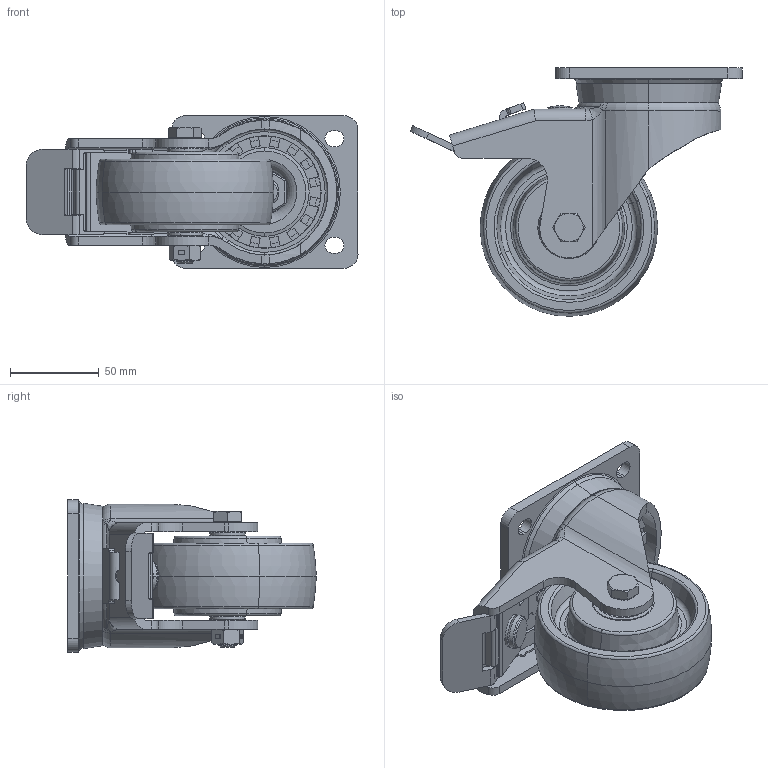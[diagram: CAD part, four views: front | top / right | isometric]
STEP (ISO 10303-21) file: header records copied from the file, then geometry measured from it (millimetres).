
FILE_DESCRIPTION (( 'STEP AP214' ), '1' );
FILE_NAME ('0051065_L-IHE-PAH-100-K-3-DSN_(A-01).step', '2020-02-17T08:25:58', ( '' ), ( '' ), 'SwSTEP 2.0', 'SolidWorks 2018', '' );
FILE_SCHEMA (( 'AUTOMOTIVE_DESIGN' ));
Length unit declared in the file: millimetre
Products named in the file (1): 0051065_L-IHE-PAH-100-K-3-DSN_(A-01)
Bounding box: 187.01 x 139.99 x 86 mm (x, y, z)
Volume: 495376.9 mm3; surface area: 152651.4 mm2
Topology: 16 solids, 17 shells, 984 faces, 2590 edges, 1642 vertices
Faces by surface type: cylinder 412, plane 344, torus 101, cone 94, bspline 25, sphere 8
Entity records: 49475 total; most frequent: CARTESIAN_POINT 14733, ORIENTED_EDGE 5180, DIRECTION 4748, EDGE_CURVE 2590, AXIS2_PLACEMENT_3D 1767, VERTEX_POINT 1642, LINE 1214, VECTOR 1214
